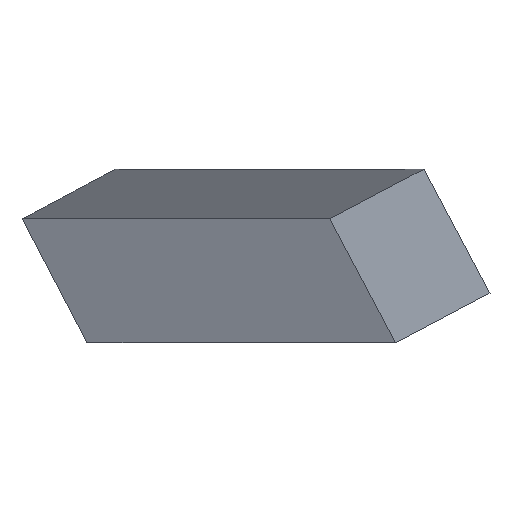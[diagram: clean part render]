
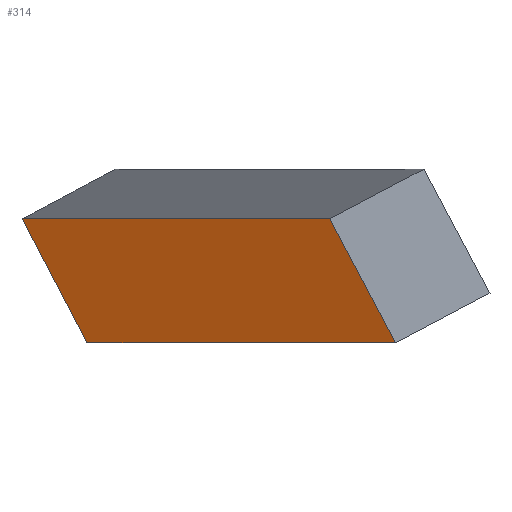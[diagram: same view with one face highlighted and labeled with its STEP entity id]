
A CAD part, front view. The second image highlights one B-rep face of the part: STEP entity #314.
In plain terms, the highlighted planar face has unit normal (-0.88, -0.077, -0.468).
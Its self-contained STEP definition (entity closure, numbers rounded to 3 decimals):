
#43 = PLANE('',#44);
#44 = AXIS2_PLACEMENT_3D('',#45,#46,#47);
#45 = CARTESIAN_POINT('',(6285.164,544.842,
    -4650.81));
#46 = DIRECTION('',(0.466,0.041,-0.884));
#47 = DIRECTION('',(-0.884,0.,-0.467));
#69 = PLANE('',#70);
#70 = AXIS2_PLACEMENT_3D('',#71,#72,#73);
#71 = CARTESIAN_POINT('',(0.,15.295,0.));
#72 = DIRECTION('',(0.,1.,0.));
#73 = DIRECTION('',(0.,-0.,1.));
#95 = PLANE('',#96);
#96 = AXIS2_PLACEMENT_3D('',#97,#98,#99);
#97 = CARTESIAN_POINT('',(6303.583,546.454,
    -4685.716));
#98 = DIRECTION('',(0.466,0.041,-0.884));
#99 = DIRECTION('',(-0.884,0.,-0.467));
#119 = PLANE('',#120);
#120 = AXIS2_PLACEMENT_3D('',#121,#122,#123);
#121 = CARTESIAN_POINT('',(4.393,-24.911,0.));
#122 = DIRECTION('',(0.174,-0.985,0.));
#123 = DIRECTION('',(0.,0.,-1.));
#135 = VERTEX_POINT('',#136);
#136 = CARTESIAN_POINT('',(5929.029,15.295,
    -4863.179));
#155 = EDGE_CURVE('',#135,#156,#158,.T.);
#156 = VERTEX_POINT('',#157);
#157 = CARTESIAN_POINT('',(5842.484,1004.502,
    -4863.179));
#158 = SURFACE_CURVE('',#159,(#163,#169),.PCURVE_S1.);
#159 = LINE('',#160,#161);
#160 = CARTESIAN_POINT('',(5885.319,514.899,
    -4863.179));
#161 = VECTOR('',#162,1.);
#162 = DIRECTION('',(-0.087,0.996,
    0.));
#163 = PCURVE('',#43,#164);
#164 = DEFINITIONAL_REPRESENTATION('',(#165),#168);
#165 = B_SPLINE_CURVE_WITH_KNOTS('',1,(#166,#167),.UNSPECIFIED.,.F.,.F.,
  (2,2),(-608.979,680.627),.PIECEWISE_BEZIER_KNOTS.);
#166 = CARTESIAN_POINT('',(405.8,-637.136));
#167 = CARTESIAN_POINT('',(505.206,648.633));
#168 = ( GEOMETRIC_REPRESENTATION_CONTEXT(2) 
PARAMETRIC_REPRESENTATION_CONTEXT() REPRESENTATION_CONTEXT('2D SPACE',''
  ) );
#169 = PCURVE('',#170,#175);
#170 = PLANE('',#171);
#171 = AXIS2_PLACEMENT_3D('',#172,#173,#174);
#172 = CARTESIAN_POINT('',(-703.719,-56.529,
    7623.008));
#173 = DIRECTION('',(0.88,0.077,0.468));
#174 = DIRECTION('',(0.469,0.,-0.883)
  );
#175 = DEFINITIONAL_REPRESENTATION('',(#176),#179);
#176 = B_SPLINE_CURVE_WITH_KNOTS('',1,(#177,#178),.UNSPECIFIED.,.F.,.F.,
  (2,2),(-608.979,680.627),.PIECEWISE_BEZIER_KNOTS.);
#177 = CARTESIAN_POINT('',(14142.932,-35.338));
#178 = CARTESIAN_POINT('',(14090.165,1253.187));
#179 = ( GEOMETRIC_REPRESENTATION_CONTEXT(2) 
PARAMETRIC_REPRESENTATION_CONTEXT() REPRESENTATION_CONTEXT('2D SPACE',''
  ) );
#204 = VERTEX_POINT('',#205);
#205 = CARTESIAN_POINT('',(5860.762,1007.725,
    -4898.084));
#226 = EDGE_CURVE('',#204,#156,#227,.T.);
#227 = SURFACE_CURVE('',#228,(#232,#238),.PCURVE_S1.);
#228 = LINE('',#229,#230);
#229 = CARTESIAN_POINT('',(938.275,139.758,
    4502.574));
#230 = VECTOR('',#231,1.);
#231 = DIRECTION('',(-0.462,-0.082,0.883)
  );
#232 = PCURVE('',#119,#233);
#233 = DEFINITIONAL_REPRESENTATION('',(#234),#237);
#234 = B_SPLINE_CURVE_WITH_KNOTS('',1,(#235,#236),.UNSPECIFIED.,.F.,.F.,
  (2,2),(-11849.403,-9243.31),
  .PIECEWISE_BEZIER_KNOTS.);
#235 = CARTESIAN_POINT('',(5959.825,6511.252));
#236 = CARTESIAN_POINT('',(3658.783,5287.764));
#237 = ( GEOMETRIC_REPRESENTATION_CONTEXT(2) 
PARAMETRIC_REPRESENTATION_CONTEXT() REPRESENTATION_CONTEXT('2D SPACE',''
  ) );
#238 = PCURVE('',#170,#239);
#239 = DEFINITIONAL_REPRESENTATION('',(#240),#243);
#240 = B_SPLINE_CURVE_WITH_KNOTS('',1,(#241,#242),.UNSPECIFIED.,.F.,.F.,
  (2,2),(-11849.403,-9243.31),
  .PIECEWISE_BEZIER_KNOTS.);
#241 = CARTESIAN_POINT('',(15335.776,1165.748));
#242 = CARTESIAN_POINT('',(12738.409,952.659));
#243 = ( GEOMETRIC_REPRESENTATION_CONTEXT(2) 
PARAMETRIC_REPRESENTATION_CONTEXT() REPRESENTATION_CONTEXT('2D SPACE',''
  ) );
#250 = VERTEX_POINT('',#251);
#251 = CARTESIAN_POINT('',(5947.588,15.295,
    -4898.084));
#270 = EDGE_CURVE('',#250,#204,#271,.T.);
#271 = SURFACE_CURVE('',#272,(#276,#282),.PCURVE_S1.);
#272 = LINE('',#273,#274);
#273 = CARTESIAN_POINT('',(5903.738,516.51,
    -4898.084));
#274 = VECTOR('',#275,1.);
#275 = DIRECTION('',(-0.087,0.996,
    0.));
#276 = PCURVE('',#95,#277);
#277 = DEFINITIONAL_REPRESENTATION('',(#278),#281);
#278 = B_SPLINE_CURVE_WITH_KNOTS('',1,(#279,#280),.UNSPECIFIED.,.F.,.F.,
  (2,2),(-610.596,679.009),.PIECEWISE_BEZIER_KNOTS.);
#279 = CARTESIAN_POINT('',(405.675,-638.748));
#280 = CARTESIAN_POINT('',(505.081,647.021));
#281 = ( GEOMETRIC_REPRESENTATION_CONTEXT(2) 
PARAMETRIC_REPRESENTATION_CONTEXT() REPRESENTATION_CONTEXT('2D SPACE',''
  ) );
#282 = PCURVE('',#170,#283);
#283 = DEFINITIONAL_REPRESENTATION('',(#284),#287);
#284 = B_SPLINE_CURVE_WITH_KNOTS('',1,(#285,#286),.UNSPECIFIED.,.F.,.F.,
  (2,2),(-610.596,679.009),.PIECEWISE_BEZIER_KNOTS.);
#285 = CARTESIAN_POINT('',(14182.465,-35.338));
#286 = CARTESIAN_POINT('',(14129.698,1253.187));
#287 = ( GEOMETRIC_REPRESENTATION_CONTEXT(2) 
PARAMETRIC_REPRESENTATION_CONTEXT() REPRESENTATION_CONTEXT('2D SPACE',''
  ) );
#293 = EDGE_CURVE('',#135,#250,#294,.T.);
#294 = SURFACE_CURVE('',#295,(#299,#305),.PCURVE_S1.);
#295 = LINE('',#296,#297);
#296 = CARTESIAN_POINT('',(948.875,15.295,
    4503.118));
#297 = VECTOR('',#298,1.);
#298 = DIRECTION('',(0.469,0.,-0.883));
#299 = PCURVE('',#69,#300);
#300 = DEFINITIONAL_REPRESENTATION('',(#301),#304);
#301 = B_SPLINE_CURVE_WITH_KNOTS('',1,(#302,#303),.UNSPECIFIED.,.F.,.F.,
  (2,2),(9243.926,11850.019),
  .PIECEWISE_BEZIER_KNOTS.);
#302 = CARTESIAN_POINT('',(-3658.783,5288.639));
#303 = CARTESIAN_POINT('',(-5959.825,6512.127));
#304 = ( GEOMETRIC_REPRESENTATION_CONTEXT(2) 
PARAMETRIC_REPRESENTATION_CONTEXT() REPRESENTATION_CONTEXT('2D SPACE',''
  ) );
#305 = PCURVE('',#170,#306);
#306 = DEFINITIONAL_REPRESENTATION('',(#307),#310);
#307 = B_SPLINE_CURVE_WITH_KNOTS('',1,(#308,#309),.UNSPECIFIED.,.F.,.F.,
  (2,2),(9243.926,11850.019),
  .PIECEWISE_BEZIER_KNOTS.);
#308 = CARTESIAN_POINT('',(12774.472,72.039));
#309 = CARTESIAN_POINT('',(15380.565,72.039));
#310 = ( GEOMETRIC_REPRESENTATION_CONTEXT(2) 
PARAMETRIC_REPRESENTATION_CONTEXT() REPRESENTATION_CONTEXT('2D SPACE',''
  ) );
#314 = ADVANCED_FACE('',(#315),#170,.F.);
#315 = FACE_BOUND('',#316,.F.);
#316 = EDGE_LOOP('',(#317,#318,#319,#320));
#317 = ORIENTED_EDGE('',*,*,#270,.T.);
#318 = ORIENTED_EDGE('',*,*,#226,.T.);
#319 = ORIENTED_EDGE('',*,*,#155,.F.);
#320 = ORIENTED_EDGE('',*,*,#293,.T.);
